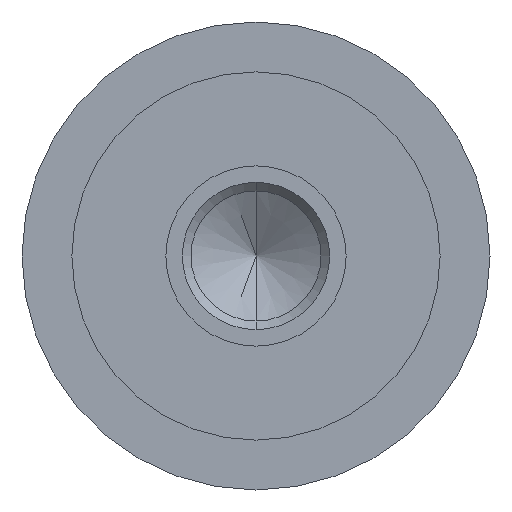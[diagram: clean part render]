
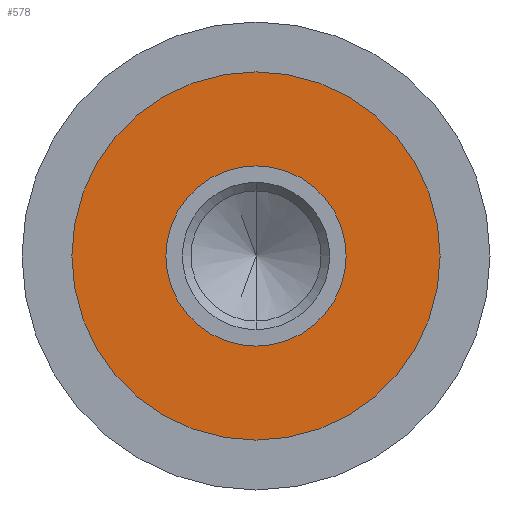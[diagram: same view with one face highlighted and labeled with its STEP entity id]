
A CAD part, front view. The second image highlights one B-rep face of the part: STEP entity #578.
In plain terms, the highlighted planar face has unit normal (0, -1, 0).
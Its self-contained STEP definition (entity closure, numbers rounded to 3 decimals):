
#19 = DIRECTION ( 'NONE',  ( 0., -1., 0. ) ) ;
#22 = AXIS2_PLACEMENT_3D ( 'NONE', #108, #829, #827 ) ;
#50 = CARTESIAN_POINT ( 'NONE',  ( -2.125, -9.8, 0. ) ) ;
#69 = EDGE_LOOP ( 'NONE', ( #234, #555 ) ) ;
#83 = DIRECTION ( 'NONE',  ( 0., -1., 0. ) ) ;
#98 = AXIS2_PLACEMENT_3D ( 'NONE', #686, #180, #691 ) ;
#108 = CARTESIAN_POINT ( 'NONE',  ( 0., -9.8, 0. ) ) ;
#156 = CIRCLE ( 'NONE', #523, 2.125 ) ;
#180 = DIRECTION ( 'NONE',  ( 0., -1., 0. ) ) ;
#193 = EDGE_CURVE ( 'NONE', #731, #698, #883, .T. ) ;
#194 = EDGE_CURVE ( 'NONE', #698, #731, #156, .T. ) ;
#221 = EDGE_CURVE ( 'NONE', #705, #319, #668, .T. ) ;
#228 = EDGE_CURVE ( 'NONE', #319, #705, #538, .T. ) ;
#231 = DIRECTION ( 'NONE',  ( 1., 0., 0. ) ) ;
#234 = ORIENTED_EDGE ( 'NONE', *, *, #194, .T. ) ;
#238 = CARTESIAN_POINT ( 'NONE',  ( -2.125, -9.8, 0. ) ) ;
#319 = VERTEX_POINT ( 'NONE', #390 ) ;
#364 = FACE_BOUND ( 'NONE', #842, .T. ) ;
#390 = CARTESIAN_POINT ( 'NONE',  ( 1.04, -9.8, 0. ) ) ;
#511 = ORIENTED_EDGE ( 'NONE', *, *, #228, .F. ) ;
#518 = DIRECTION ( 'NONE',  ( 1., 0., 0. ) ) ;
#523 = AXIS2_PLACEMENT_3D ( 'NONE', #667, #19, #518 ) ;
#525 = CARTESIAN_POINT ( 'NONE',  ( 0., -9.8, 0. ) ) ;
#538 = CIRCLE ( 'NONE', #98, 1.04 ) ;
#555 = ORIENTED_EDGE ( 'NONE', *, *, #193, .T. ) ;
#578 = ADVANCED_FACE ( 'NONE', ( #364, #627 ), #762, .F. ) ;
#622 = DIRECTION ( 'NONE',  ( 0., 1., 0. ) ) ;
#627 = FACE_OUTER_BOUND ( 'NONE', #69, .T. ) ;
#667 = CARTESIAN_POINT ( 'NONE',  ( 0., -9.8, 0. ) ) ;
#668 = CIRCLE ( 'NONE', #22, 1.04 ) ;
#670 = ORIENTED_EDGE ( 'NONE', *, *, #221, .F. ) ;
#686 = CARTESIAN_POINT ( 'NONE',  ( 0., -9.8, 0. ) ) ;
#688 = AXIS2_PLACEMENT_3D ( 'NONE', #238, #622, #754 ) ;
#691 = DIRECTION ( 'NONE',  ( 1., 0., 0. ) ) ;
#695 = CARTESIAN_POINT ( 'NONE',  ( 2.125, -9.8, 0. ) ) ;
#698 = VERTEX_POINT ( 'NONE', #695 ) ;
#701 = CARTESIAN_POINT ( 'NONE',  ( -1.04, -9.8, 0. ) ) ;
#705 = VERTEX_POINT ( 'NONE', #701 ) ;
#731 = VERTEX_POINT ( 'NONE', #50 ) ;
#754 = DIRECTION ( 'NONE',  ( -1., 0., 0. ) ) ;
#762 = PLANE ( 'NONE',  #688 ) ;
#827 = DIRECTION ( 'NONE',  ( 1., 0., 0. ) ) ;
#829 = DIRECTION ( 'NONE',  ( 0., -1., 0. ) ) ;
#842 = EDGE_LOOP ( 'NONE', ( #511, #670 ) ) ;
#883 = CIRCLE ( 'NONE', #888, 2.125 ) ;
#888 = AXIS2_PLACEMENT_3D ( 'NONE', #525, #83, #231 ) ;
